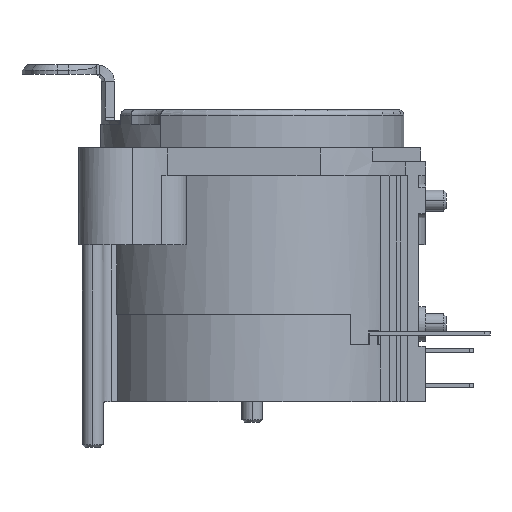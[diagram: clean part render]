
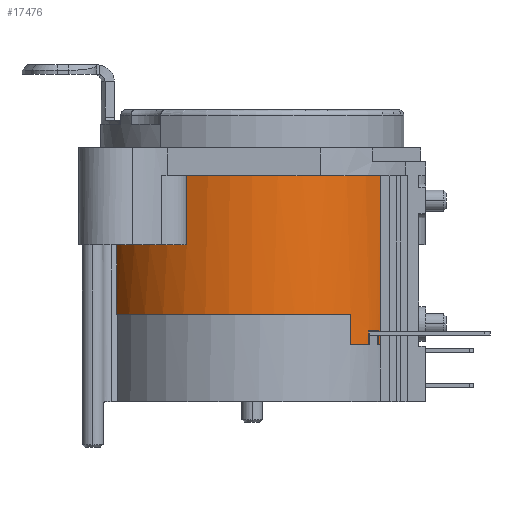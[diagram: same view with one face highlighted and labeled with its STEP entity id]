
A CAD part, left-side view. The second image highlights one B-rep face of the part: STEP entity #17476.
In plain terms, the highlighted cylindrical face has radius 11 mm (diameter 22 mm), a partial arc.
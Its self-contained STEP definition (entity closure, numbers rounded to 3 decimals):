
#287=CARTESIAN_POINT('',(0.,0.,-12.));
#288=DIRECTION('',(0.,0.,1.));
#289=DIRECTION('',(-0.46,0.888,0.));
#290=AXIS2_PLACEMENT_3D('',#287,#288,#289);
#292=CARTESIAN_POINT('',(0.,0.,-12.));
#293=DIRECTION('',(0.,0.,1.));
#294=DIRECTION('',(-1.,0.,0.));
#295=AXIS2_PLACEMENT_3D('',#292,#293,#294);
#3473=CARTESIAN_POINT('',(0.,0.,-2.));
#3474=DIRECTION('',(0.,0.,-1.));
#3475=DIRECTION('',(-0.514,0.858,0.));
#3476=AXIS2_PLACEMENT_3D('',#3473,#3474,#3475);
#4880=CARTESIAN_POINT('',(0.,0.,-7.));
#4881=DIRECTION('',(0.,0.,-1.));
#4882=DIRECTION('',(-0.903,0.43,0.));
#4883=AXIS2_PLACEMENT_3D('',#4880,#4881,#4882);
#4903=CARTESIAN_POINT('',(0.,0.,-2.));
#4904=DIRECTION('',(0.,0.,-1.));
#4905=DIRECTION('',(-0.536,-0.844,0.));
#4906=AXIS2_PLACEMENT_3D('',#4903,#4904,#4905);
#4908=CARTESIAN_POINT('',(0.,0.,-2.));
#4909=DIRECTION('',(0.,0.,-1.));
#4910=DIRECTION('',(-1.,0.,0.));
#4911=AXIS2_PLACEMENT_3D('',#4908,#4909,#4910);
#4963=CARTESIAN_POINT('',(0.,0.,-13.2));
#4964=DIRECTION('',(0.,0.,1.));
#4965=DIRECTION('',(-0.641,-0.768,0.));
#4966=AXIS2_PLACEMENT_3D('',#4963,#4964,#4965);
#4989=CARTESIAN_POINT('',(0.,0.,-14.2));
#4990=DIRECTION('',(0.,0.,1.));
#4991=DIRECTION('',(-0.764,-0.645,0.));
#4992=AXIS2_PLACEMENT_3D('',#4989,#4990,#4991);
#5002=DIRECTION('',(0.,0.,-1.));
#5003=VECTOR('',#5002,0.25);
#5004=CARTESIAN_POINT('',(-6.2,-9.086,-13.25));
#5005=LINE('',#5004,#5003);
#5006=DIRECTION('',(0.,0.,1.));
#5007=VECTOR('',#5006,0.05);
#5008=CARTESIAN_POINT('',(-6.2,-9.086,-13.25));
#5009=LINE('',#5008,#5007);
#5010=DIRECTION('',(0.,0.,-1.));
#5011=VECTOR('',#5010,1.);
#5012=CARTESIAN_POINT('',(-7.05,-8.444,-13.2));
#5013=LINE('',#5012,#5011);
#5014=DIRECTION('',(0.,0.,1.));
#5015=VECTOR('',#5014,2.2);
#5016=CARTESIAN_POINT('',(-8.402,-7.1,-14.2));
#5017=LINE('',#5016,#5015);
#5018=DIRECTION('',(0.,0.,1.));
#5019=VECTOR('',#5018,10.);
#5020=CARTESIAN_POINT('',(-5.059,9.768,-12.));
#5021=LINE('',#5020,#5019);
#5022=DIRECTION('',(0.,0.,-1.));
#5023=VECTOR('',#5022,5.);
#5024=CARTESIAN_POINT('',(-5.656,9.435,-2.));
#5025=LINE('',#5024,#5023);
#5026=DIRECTION('',(0.,0.,1.));
#5027=VECTOR('',#5026,5.);
#5028=CARTESIAN_POINT('',(-9.933,4.727,-7.));
#5029=LINE('',#5028,#5027);
#5030=DIRECTION('',(0.,0.,-1.));
#5031=VECTOR('',#5030,12.2);
#5032=CARTESIAN_POINT('',(-5.9,-9.284,-2.));
#5033=LINE('',#5032,#5031);
#5034=DIRECTION('',(0.,0.,1.));
#5035=VECTOR('',#5034,0.7);
#5036=CARTESIAN_POINT('',(-6.2,-9.086,-14.2));
#5037=LINE('',#5036,#5035);
#5201=CARTESIAN_POINT('',(0.,0.,-14.2));
#5202=DIRECTION('',(0.,0.,1.));
#5203=DIRECTION('',(-0.564,-0.826,0.));
#5204=AXIS2_PLACEMENT_3D('',#5201,#5202,#5203);
#9296=CARTESIAN_POINT('',(-11.,0.,-12.));
#9297=CARTESIAN_POINT('',(-8.402,-7.1,-12.));
#9298=VERTEX_POINT('',#9296);
#9299=VERTEX_POINT('',#9297);
#9300=CARTESIAN_POINT('',(-5.059,9.768,-12.));
#9301=VERTEX_POINT('',#9300);
#9400=CARTESIAN_POINT('',(-5.656,9.435,-2.));
#9401=VERTEX_POINT('',#9400);
#9402=CARTESIAN_POINT('',(-5.059,9.768,-2.));
#9403=VERTEX_POINT('',#9402);
#9426=CARTESIAN_POINT('',(-5.9,-9.284,-2.));
#9427=VERTEX_POINT('',#9426);
#9428=CARTESIAN_POINT('',(-11.,0.,-2.));
#9429=VERTEX_POINT('',#9428);
#9430=CARTESIAN_POINT('',(-9.933,4.727,-2.));
#9431=VERTEX_POINT('',#9430);
#9560=CARTESIAN_POINT('',(-5.9,-9.284,-14.2));
#9561=VERTEX_POINT('',#9560);
#9844=CARTESIAN_POINT('',(-9.933,4.727,-7.));
#9845=VERTEX_POINT('',#9844);
#9846=CARTESIAN_POINT('',(-5.656,9.435,-7.));
#9847=VERTEX_POINT('',#9846);
#9850=CARTESIAN_POINT('',(-8.402,-7.1,-14.2));
#9851=CARTESIAN_POINT('',(-7.05,-8.444,-14.2));
#9852=VERTEX_POINT('',#9850);
#9853=VERTEX_POINT('',#9851);
#9854=CARTESIAN_POINT('',(-6.2,-9.086,-14.2));
#9855=VERTEX_POINT('',#9854);
#9856=CARTESIAN_POINT('',(-7.05,-8.444,-13.2));
#9857=CARTESIAN_POINT('',(-6.2,-9.086,-13.2));
#9858=VERTEX_POINT('',#9856);
#9859=VERTEX_POINT('',#9857);
#10333=CARTESIAN_POINT('',(-6.2,-9.086,-13.25));
#10334=CARTESIAN_POINT('',(-6.2,-9.086,-13.5));
#10335=VERTEX_POINT('',#10333);
#10336=VERTEX_POINT('',#10334);
#17447=CARTESIAN_POINT('',(0.,0.,-10.8));
#17448=DIRECTION('',(0.,0.,-1.));
#17449=DIRECTION('',(-1.,0.,0.));
#17450=AXIS2_PLACEMENT_3D('',#17447,#17448,#17449);
#17451=CYLINDRICAL_SURFACE('',#17450,11.);
#17453=ORIENTED_EDGE('',*,*,#17452,.F.);
#17454=ORIENTED_EDGE('',*,*,#17386,.T.);
#17455=ORIENTED_EDGE('',*,*,#17400,.F.);
#17456=ORIENTED_EDGE('',*,*,#17414,.T.);
#17457=ORIENTED_EDGE('',*,*,#17428,.F.);
#17458=ORIENTED_EDGE('',*,*,#17441,.T.);
#17459=ORIENTED_EDGE('',*,*,#12036,.F.);
#17460=ORIENTED_EDGE('',*,*,#12034,.F.);
#17461=ORIENTED_EDGE('',*,*,#12055,.T.);
#17462=ORIENTED_EDGE('',*,*,#15659,.F.);
#17463=ORIENTED_EDGE('',*,*,#17266,.T.);
#17464=ORIENTED_EDGE('',*,*,#17283,.F.);
#17465=ORIENTED_EDGE('',*,*,#17302,.T.);
#17466=ORIENTED_EDGE('',*,*,#17322,.F.);
#17467=ORIENTED_EDGE('',*,*,#17320,.F.);
#17469=ORIENTED_EDGE('',*,*,#17468,.T.);
#17471=ORIENTED_EDGE('',*,*,#17470,.F.);
#17473=ORIENTED_EDGE('',*,*,#17472,.T.);
#17474=EDGE_LOOP('',(#17453,#17454,#17455,#17456,#17457,#17458,#17459,#17460,
#17461,#17462,#17463,#17464,#17465,#17466,#17467,#17469,#17471,#17473));
#17475=FACE_OUTER_BOUND('',#17474,.F.);
#17476=ADVANCED_FACE('',(#17475),#17451,.T.);
#291=CIRCLE('',#290,11.);
#296=CIRCLE('',#295,11.);
#3477=CIRCLE('',#3476,11.);
#4884=CIRCLE('',#4883,11.);
#4907=CIRCLE('',#4906,11.);
#4912=CIRCLE('',#4911,11.);
#4967=CIRCLE('',#4966,11.);
#4993=CIRCLE('',#4992,11.);
#5205=CIRCLE('',#5204,11.);
#12034=EDGE_CURVE('',#9301,#9298,#291,.T.);
#12036=EDGE_CURVE('',#9298,#9299,#296,.T.);
#12055=EDGE_CURVE('',#9301,#9403,#5021,.T.);
#15659=EDGE_CURVE('',#9401,#9403,#3477,.T.);
#17266=EDGE_CURVE('',#9401,#9847,#5025,.T.);
#17283=EDGE_CURVE('',#9845,#9847,#4884,.T.);
#17302=EDGE_CURVE('',#9845,#9431,#5029,.T.);
#17320=EDGE_CURVE('',#9427,#9429,#4907,.T.);
#17322=EDGE_CURVE('',#9429,#9431,#4912,.T.);
#17386=EDGE_CURVE('',#10335,#9859,#5009,.T.);
#17400=EDGE_CURVE('',#9858,#9859,#4967,.T.);
#17414=EDGE_CURVE('',#9858,#9853,#5013,.T.);
#17428=EDGE_CURVE('',#9852,#9853,#4993,.T.);
#17441=EDGE_CURVE('',#9852,#9299,#5017,.T.);
#17452=EDGE_CURVE('',#10335,#10336,#5005,.T.);
#17468=EDGE_CURVE('',#9427,#9561,#5033,.T.);
#17470=EDGE_CURVE('',#9855,#9561,#5205,.T.);
#17472=EDGE_CURVE('',#9855,#10336,#5037,.T.);
